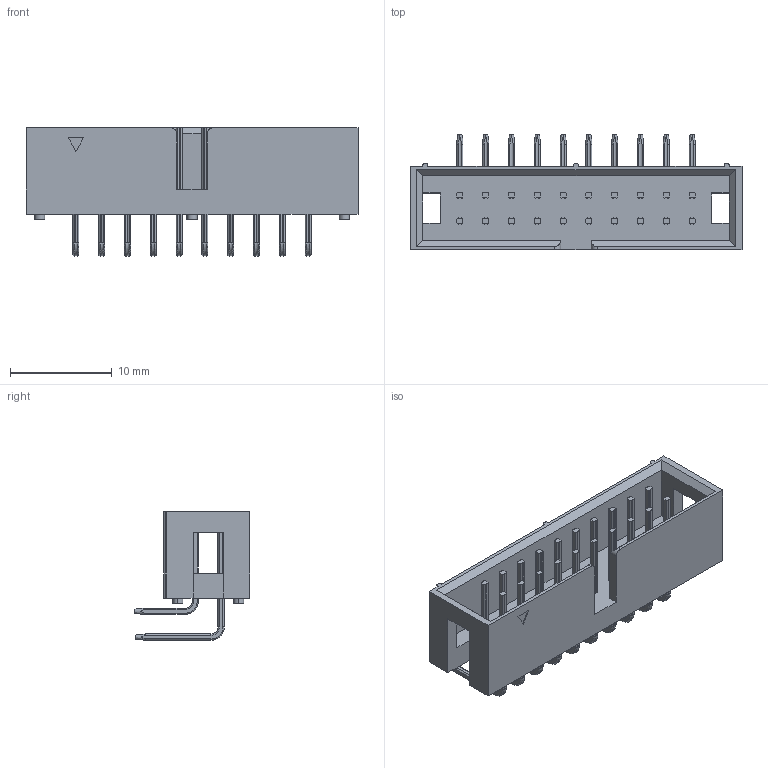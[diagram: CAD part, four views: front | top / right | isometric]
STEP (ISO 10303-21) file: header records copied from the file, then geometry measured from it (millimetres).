
FILE_DESCRIPTION (( 'STEP AP214' ), '1' );
FILE_NAME ('User Library-idc-20-l_asm.STEP', '2012-05-23T13:33:21', ( 'SysAdmin' ), ( 'SolidWorks' ), 'SwSTEP 2.0', 'SolidWorks 2012', '' );
FILE_SCHEMA (( 'AUTOMOTIVE_DESIGN' ));
Length unit declared in the file: millimetre
Products named in the file (4): User Library-idc-20-l_asm; User Library-idc-20-l_asm_BODY; User Library-idc-20-l_asm_PIN1; User Library-idc-20-l_asm_PIN2
Assembly tree (21 placements, depth 2):
  User Library-idc-20-l_asm
    User Library-idc-20-l_asm_BODY
    User Library-idc-20-l_asm_PIN1  x10
    User Library-idc-20-l_asm_PIN2  x10
Bounding box: 32.7 x 11.4 x 12.65 mm (x, y, z)
Volume: 1113.8 mm3; surface area: 2413.6 mm2
Topology: 21 solids, 21 shells, 649 faces, 1586 edges, 982 vertices
Faces by surface type: cylinder 300, bspline 140, plane 129, cone 80
Entity records: 5803 total; most frequent: CARTESIAN_POINT 1069, DIRECTION 700, ORIENTED_EDGE 652, EDGE_CURVE 326, AXIS2_PLACEMENT_3D 255, VERTEX_POINT 208, LINE 190, VECTOR 190
